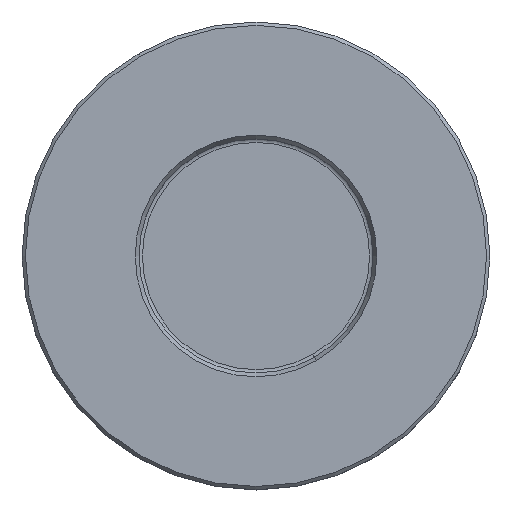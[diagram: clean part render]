
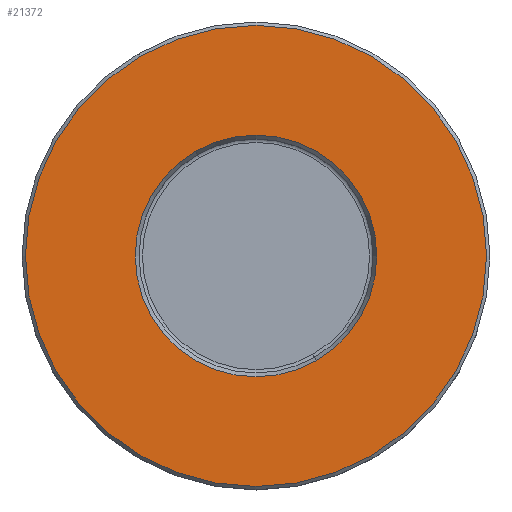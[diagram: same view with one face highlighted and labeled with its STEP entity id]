
A CAD part, top view. The second image highlights one B-rep face of the part: STEP entity #21372.
In plain terms, the highlighted planar face has unit normal (0, 0, 1).
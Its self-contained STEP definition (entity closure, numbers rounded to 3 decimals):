
#10970=CARTESIAN_POINT('',(0.,0.,55.));
#10971=DIRECTION('',(0.,0.,-1.));
#10972=DIRECTION('',(-0.5,0.866,0.));
#10973=AXIS2_PLACEMENT_3D('',#10970,#10971,#10972);
#10978=CARTESIAN_POINT('',(0.,0.,55.));
#10979=DIRECTION('',(0.,0.,1.));
#10980=DIRECTION('',(-0.5,0.866,0.));
#10981=AXIS2_PLACEMENT_3D('',#10978,#10979,#10980);
#10986=CARTESIAN_POINT('',(0.,0.,55.));
#10987=DIRECTION('',(0.,0.,1.));
#10988=DIRECTION('',(-0.5,0.866,0.));
#10989=AXIS2_PLACEMENT_3D('',#10986,#10987,#10988);
#10994=CARTESIAN_POINT('',(0.,0.,55.));
#10995=DIRECTION('',(0.,0.,-1.));
#10996=DIRECTION('',(-0.5,0.866,0.));
#10997=AXIS2_PLACEMENT_3D('',#10994,#10995,#10996);
#12623=CARTESIAN_POINT('',(-9.039,15.655,55.));
#12624=VERTEX_POINT('',#12623);
#12625=CARTESIAN_POINT('',(-17.25,29.878,55.));
#12627=VERTEX_POINT('',#12625);
#12681=CARTESIAN_POINT('',(9.039,-15.655,55.));
#12682=VERTEX_POINT('',#12681);
#12683=CARTESIAN_POINT('',(17.25,-29.878,55.));
#12685=VERTEX_POINT('',#12683);
#21357=CARTESIAN_POINT('',(0.,0.,55.));
#21358=DIRECTION('',(0.,0.,1.));
#21359=DIRECTION('',(0.5,-0.866,0.));
#21360=AXIS2_PLACEMENT_3D('',#21357,#21358,#21359);
#21361=PLANE('',#21360);
#21362=ORIENTED_EDGE('',*,*,#21339,.T.);
#21363=ORIENTED_EDGE('',*,*,#21350,.F.);
#21364=EDGE_LOOP('',(#21362,#21363));
#21365=FACE_OUTER_BOUND('',#21364,.F.);
#21367=ORIENTED_EDGE('',*,*,#21366,.T.);
#21369=ORIENTED_EDGE('',*,*,#21368,.F.);
#21370=EDGE_LOOP('',(#21367,#21369));
#21371=FACE_BOUND('',#21370,.F.);
#21372=ADVANCED_FACE('',(#21365,#21371),#21361,.T.);
#10974=CIRCLE('',#10973,34.5);
#10982=CIRCLE('',#10981,34.5);
#10990=CIRCLE('',#10989,18.077);
#10998=CIRCLE('',#10997,18.077);
#21339=EDGE_CURVE('',#12627,#12685,#10974,.T.);
#21350=EDGE_CURVE('',#12627,#12685,#10982,.T.);
#21366=EDGE_CURVE('',#12624,#12682,#10990,.T.);
#21368=EDGE_CURVE('',#12624,#12682,#10998,.T.);
